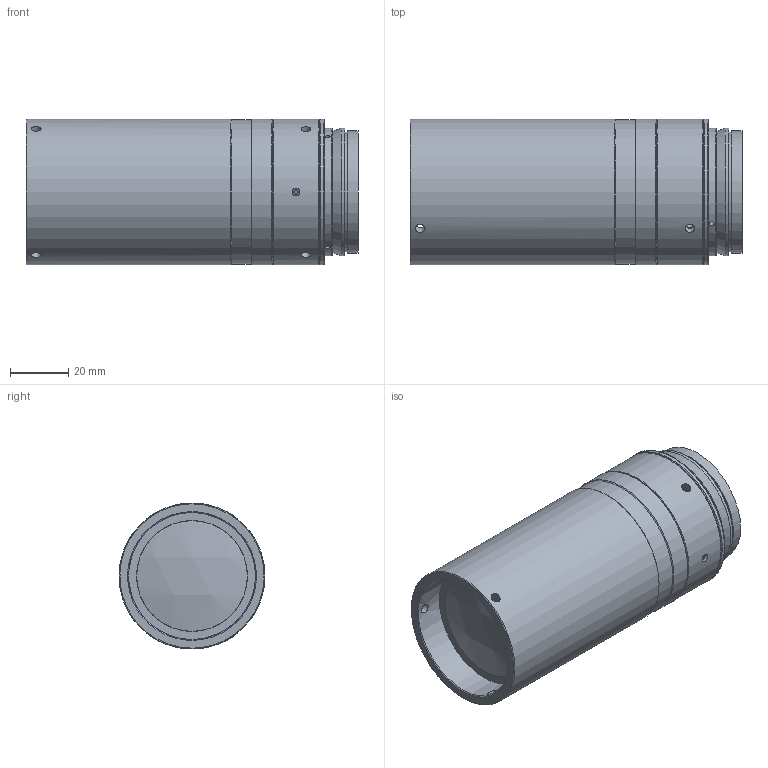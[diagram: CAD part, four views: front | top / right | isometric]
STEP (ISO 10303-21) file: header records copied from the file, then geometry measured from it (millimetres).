
FILE_DESCRIPTION (( 'STEP AP203' ), '1' );
FILE_NAME ('693043.STEP', '2025-12-22T02:42:58', ( 'Windows User' ), ( 'P R C' ), 'SwSTEP 2.0', 'SolidWorks 2020', '' );
FILE_SCHEMA (( 'CONFIG_CONTROL_DESIGN' ));
Length unit declared in the file: millimetre
Products named in the file (1): 693043
Bounding box: 113.71 x 50 x 50 mm (x, y, z)
Surface area: 39451.6 mm2 (no closed solid volume)
Topology: 0 solids, 19 shells, 97 faces, 273 edges, 203 vertices
Faces by surface type: cylinder 32, plane 30, cone 26, bspline 8, sphere 1
Full cylindrical faces by diameter (mm): 1.6 x3, 2.5 x2, 2.7 x1, 3.2 x2, 3.3 x3, 20 x1, 23.5 x1, 35.2 x1, 37.916 x1, 38 x5, 38.25 x1, 41 x1, 42 x1, 43.5 x1, 43.8 x2, 44.6 x1, 49.4 x1, 49.8 x1, 50 x3
Entity records: 7590 total; most frequent: CARTESIAN_POINT 5498, DIRECTION 370, ORIENTED_EDGE 279, EDGE_LOOP 207, EDGE_CURVE 187, VERTEX_POINT 181, AXIS2_PLACEMENT_3D 177, FACE_OUTER_BOUND 136
